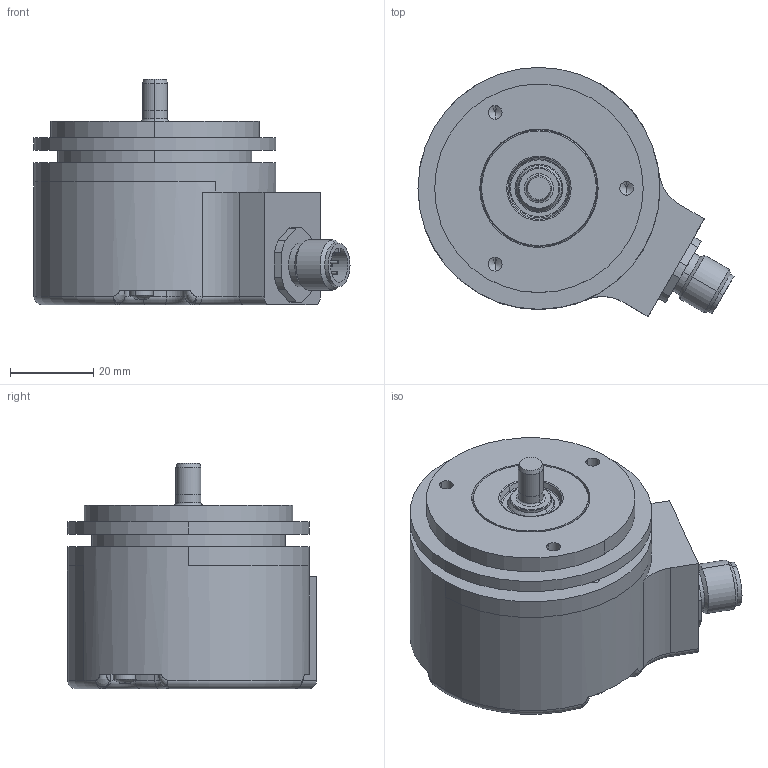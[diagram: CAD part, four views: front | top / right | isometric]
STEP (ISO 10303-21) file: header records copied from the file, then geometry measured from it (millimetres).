
FILE_DESCRIPTION((''),'2;1');
FILE_NAME('547306','2010-11-10T',('se2802'),(''),'PRO/ENGINEER BY PARAMETRIC TECHNOLOGY CORPORATION, 2010180','PRO/ENGINEER BY PARAMETRIC TECHNOLOGY CORPORATION, 2010180','');
FILE_SCHEMA(('CONFIG_CONTROL_DESIGN'));
Length unit declared in the file: millimetre
Products named in the file (1): 547306
Bounding box: 75.77 x 59.69 x 54 mm (x, y, z)
Volume: 117535.6 mm3; surface area: 18819.3 mm2
Topology: 1 solids, 2 shells, 879 faces, 2367 edges, 1559 vertices
Faces by surface type: extrusion 324, plane 275, cylinder 195, torus 39, cone 28, sphere 12, bspline 6
Entity records: 32306 total; most frequent: CARTESIAN_POINT 11355, ORIENTED_EDGE 4722, DIRECTION 3506, EDGE_CURVE 2361, VERTEX_POINT 1559, VECTOR 1302, B_SPLINE_CURVE_WITH_KNOTS 1154, AXIS2_PLACEMENT_3D 1102
